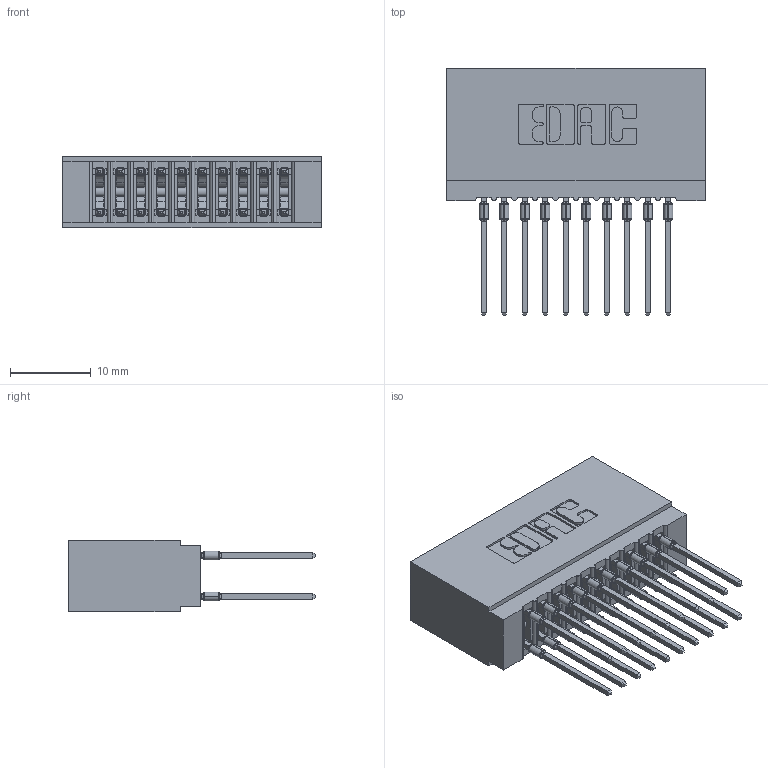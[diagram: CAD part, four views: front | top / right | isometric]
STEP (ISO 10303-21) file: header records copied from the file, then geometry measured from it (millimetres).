
FILE_DESCRIPTION (( 'STEP AP203' ), '1' );
FILE_NAME ('745-020-545-201.STEP', '2026-02-26T16:20:18', ( '' ), ( '' ), 'SwSTEP 2.0', 'SolidWorks 2023', '' );
FILE_SCHEMA (( 'CONFIG_CONTROL_DESIGN' ));
Length unit declared in the file: millimetre
Products named in the file (3): 745 Part_Insulator Option - 01; 745-020-545-201; 745-292-001_545
Assembly tree (21 placements, depth 2):
  745-020-545-201
    745 Part_Insulator Option - 01
    745-292-001_545  x20
Bounding box: 32 x 30.62 x 8.89 mm (x, y, z)
Volume: 3146.4 mm3; surface area: 5959.7 mm2
Topology: 21 solids, 21 shells, 1885 faces, 5068 edges, 3192 vertices
Faces by surface type: plane 975, bspline 400, cylinder 390, torus 120
Entity records: 21204 total; most frequent: CARTESIAN_POINT 4191, ORIENTED_EDGE 3562, DIRECTION 3139, EDGE_CURVE 1781, LINE 1539, VECTOR 1539, VERTEX_POINT 1140, AXIS2_PLACEMENT_3D 800
